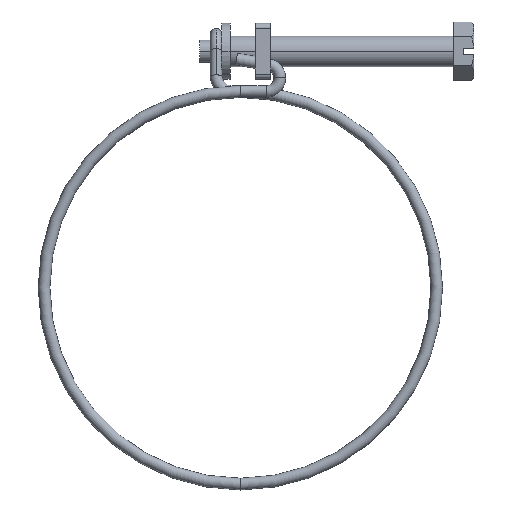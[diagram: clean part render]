
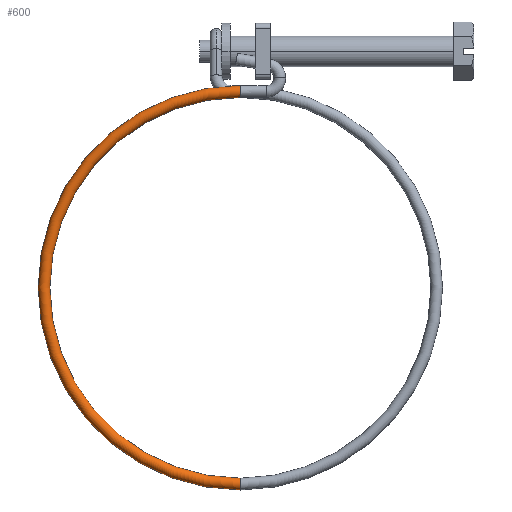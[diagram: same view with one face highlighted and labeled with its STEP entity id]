
A CAD part, top view. The second image highlights one B-rep face of the part: STEP entity #600.
In plain terms, the highlighted toroidal (fillet/blend) face has major radius 38.668 mm and minor radius 1.15 mm.
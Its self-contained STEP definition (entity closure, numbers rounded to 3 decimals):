
#11 = CARTESIAN_POINT ( 'NONE',  ( 4.796, -46.562, 5.375 ) ) ;
#79 = EDGE_CURVE ( 'NONE', #744, #2029, #134, .T. ) ;
#134 = CIRCLE ( 'NONE', #326, 1.15 ) ;
#181 = EDGE_LOOP ( 'NONE', ( #945, #2686, #2412, #783, #421, #654 ) ) ;
#221 = DIRECTION ( 'NONE',  ( 0., 1., 0.03 ) ) ;
#225 = EDGE_CURVE ( 'NONE', #744, #1664, #1940, .T. ) ;
#301 = EDGE_CURVE ( 'NONE', #1664, #1074, #2448, .T. ) ;
#326 = AXIS2_PLACEMENT_3D ( 'NONE', #2263, #829, #2528 ) ;
#328 = CARTESIAN_POINT ( 'NONE',  ( 4.796, -6.762, 6.585 ) ) ;
#345 = EDGE_CURVE ( 'NONE', #2029, #946, #1025, .T. ) ;
#421 = ORIENTED_EDGE ( 'NONE', *, *, #1518, .F. ) ;
#443 = DIRECTION ( 'NONE',  ( 1., 0., 0. ) ) ;
#458 = AXIS2_PLACEMENT_3D ( 'NONE', #1872, #443, #2122 ) ;
#562 = VERTEX_POINT ( 'NONE', #747 ) ;
#591 = DIRECTION ( 'NONE',  ( 0., 1., 0.03 ) ) ;
#600 = ADVANCED_FACE ( 'NONE', ( #2842 ), #994, .T. ) ;
#638 = CARTESIAN_POINT ( 'NONE',  ( 4.796, -85.212, 4.2 ) ) ;
#654 = ORIENTED_EDGE ( 'NONE', *, *, #301, .F. ) ;
#724 = CIRCLE ( 'NONE', #1020, 37.518 ) ;
#744 = VERTEX_POINT ( 'NONE', #2120 ) ;
#747 = CARTESIAN_POINT ( 'NONE',  ( 4.796, -9.061, 6.515 ) ) ;
#783 = ORIENTED_EDGE ( 'NONE', *, *, #2367, .T. ) ;
#795 = AXIS2_PLACEMENT_3D ( 'NONE', #638, #2313, #883 ) ;
#829 = DIRECTION ( 'NONE',  ( -1., 0., 0. ) ) ;
#883 = DIRECTION ( 'NONE',  ( 0., -0.995, -0.105 ) ) ;
#903 = DIRECTION ( 'NONE',  ( 0., 1., 0.03 ) ) ;
#945 = ORIENTED_EDGE ( 'NONE', *, *, #225, .F. ) ;
#946 = VERTEX_POINT ( 'NONE', #1535 ) ;
#994 = TOROIDAL_SURFACE ( 'NONE', #1368, 38.668, 1.15 ) ;
#1020 = AXIS2_PLACEMENT_3D ( 'NONE', #3117, #1656, #221 ) ;
#1025 = CIRCLE ( 'NONE', #795, 1.15 ) ;
#1072 = DIRECTION ( 'NONE',  ( 1., 0., 0. ) ) ;
#1074 = VERTEX_POINT ( 'NONE', #1449 ) ;
#1135 = CIRCLE ( 'NONE', #2864, 1.15 ) ;
#1368 = AXIS2_PLACEMENT_3D ( 'NONE', #1784, #2015, #591 ) ;
#1449 = CARTESIAN_POINT ( 'NONE',  ( 4.796, -9.062, 6.55 ) ) ;
#1518 = EDGE_CURVE ( 'NONE', #1074, #562, #1135, .T. ) ;
#1535 = CARTESIAN_POINT ( 'NONE',  ( 4.796, -84.062, 4.235 ) ) ;
#1656 = DIRECTION ( 'NONE',  ( 0., 0.03, -1. ) ) ;
#1664 = VERTEX_POINT ( 'NONE', #328 ) ;
#1784 = CARTESIAN_POINT ( 'NONE',  ( 4.796, -46.562, 5.375 ) ) ;
#1872 = CARTESIAN_POINT ( 'NONE',  ( 4.796, -7.912, 6.55 ) ) ;
#1916 = CARTESIAN_POINT ( 'NONE',  ( 4.796, -86.362, 4.2 ) ) ;
#1940 = CIRCLE ( 'NONE', #2473, 39.818 ) ;
#2015 = DIRECTION ( 'NONE',  ( 0., 0.03, -1. ) ) ;
#2029 = VERTEX_POINT ( 'NONE', #1916 ) ;
#2120 = CARTESIAN_POINT ( 'NONE',  ( 4.796, -86.361, 4.165 ) ) ;
#2122 = DIRECTION ( 'NONE',  ( 0., 0.999, -0.044 ) ) ;
#2263 = CARTESIAN_POINT ( 'NONE',  ( 4.796, -85.212, 4.2 ) ) ;
#2313 = DIRECTION ( 'NONE',  ( -1., 0., 0. ) ) ;
#2335 = DIRECTION ( 'NONE',  ( 0., 0.03, -1. ) ) ;
#2367 = EDGE_CURVE ( 'NONE', #946, #562, #724, .T. ) ;
#2412 = ORIENTED_EDGE ( 'NONE', *, *, #345, .T. ) ;
#2448 = CIRCLE ( 'NONE', #458, 1.15 ) ;
#2473 = AXIS2_PLACEMENT_3D ( 'NONE', #11, #2335, #903 ) ;
#2522 = CARTESIAN_POINT ( 'NONE',  ( 4.796, -7.912, 6.55 ) ) ;
#2528 = DIRECTION ( 'NONE',  ( 0., -0.995, -0.105 ) ) ;
#2686 = ORIENTED_EDGE ( 'NONE', *, *, #79, .T. ) ;
#2766 = DIRECTION ( 'NONE',  ( 0., 0.999, -0.044 ) ) ;
#2842 = FACE_OUTER_BOUND ( 'NONE', #181, .T. ) ;
#2864 = AXIS2_PLACEMENT_3D ( 'NONE', #2522, #1072, #2766 ) ;
#3117 = CARTESIAN_POINT ( 'NONE',  ( 4.796, -46.562, 5.375 ) ) ;
